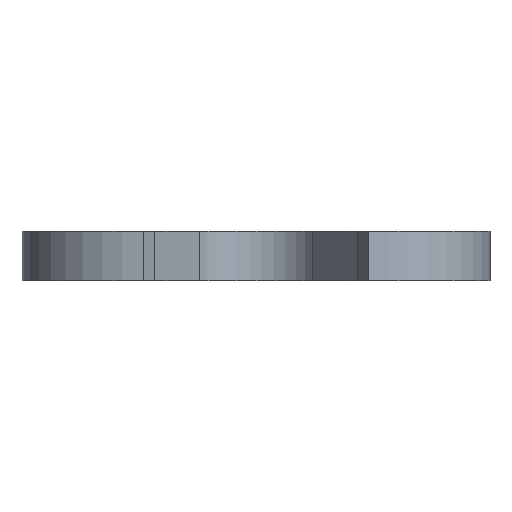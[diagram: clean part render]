
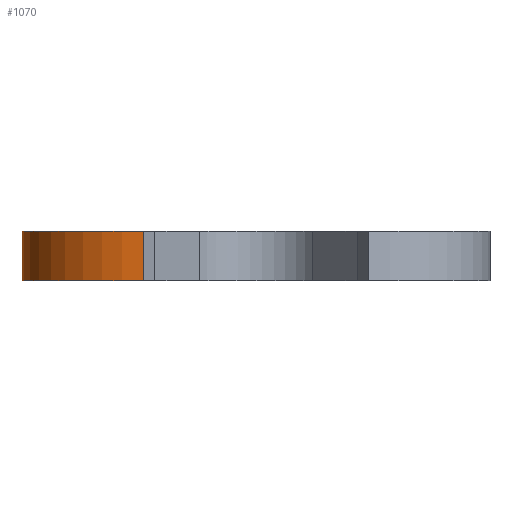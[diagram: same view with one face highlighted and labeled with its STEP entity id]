
A CAD part, front view. The second image highlights one B-rep face of the part: STEP entity #1070.
In plain terms, the highlighted cylindrical face has radius 16.881 mm (diameter 33.763 mm), a partial arc.
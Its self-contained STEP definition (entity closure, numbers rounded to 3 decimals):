
#86=FACE_OUTER_BOUND('',#148,.T.);
#148=EDGE_LOOP('',(#833,#834,#835,#836));
#242=LINE('',#1738,#342);
#243=LINE('',#1744,#343);
#342=VECTOR('',#1404,10.);
#343=VECTOR('',#1411,10.);
#415=CIRCLE('',#1173,16.881);
#416=CIRCLE('',#1174,16.881);
#501=VERTEX_POINT('',#1731);
#504=VERTEX_POINT('',#1736);
#505=VERTEX_POINT('',#1740);
#506=VERTEX_POINT('',#1742);
#632=EDGE_CURVE('',#501,#504,#242,.T.);
#633=EDGE_CURVE('',#501,#505,#415,.T.);
#634=EDGE_CURVE('',#506,#504,#416,.T.);
#635=EDGE_CURVE('',#505,#506,#243,.T.);
#833=ORIENTED_EDGE('',*,*,#633,.F.);
#834=ORIENTED_EDGE('',*,*,#632,.T.);
#835=ORIENTED_EDGE('',*,*,#634,.F.);
#836=ORIENTED_EDGE('',*,*,#635,.F.);
#1026=CYLINDRICAL_SURFACE('',#1172,16.881);
#1070=ADVANCED_FACE('',(#86),#1026,.T.);
#1172=AXIS2_PLACEMENT_3D('',#1739,#1405,#1406);
#1173=AXIS2_PLACEMENT_3D('',#1741,#1407,#1408);
#1174=AXIS2_PLACEMENT_3D('',#1743,#1409,#1410);
#1404=DIRECTION('',(0.,0.,1.));
#1405=DIRECTION('center_axis',(0.,0.,1.));
#1406=DIRECTION('ref_axis',(-0.91,-0.414,0.));
#1407=DIRECTION('center_axis',(0.,0.,
-1.));
#1408=DIRECTION('ref_axis',(1.,0.,0.));
#1409=DIRECTION('center_axis',(0.,0.,
1.));
#1410=DIRECTION('ref_axis',(1.,0.,0.));
#1411=DIRECTION('',(0.,0.,1.));
#1731=CARTESIAN_POINT('',(90.936,-72.864,3.519));
#1736=CARTESIAN_POINT('',(90.936,-72.864,9.869));
#1738=CARTESIAN_POINT('',(90.936,-72.864,3.519));
#1739=CARTESIAN_POINT('Origin',(92.071,-56.021,3.519));
#1740=CARTESIAN_POINT('',(78.638,-45.796,3.519));
#1741=CARTESIAN_POINT('Origin',(92.071,-56.021,3.519));
#1742=CARTESIAN_POINT('',(78.638,-45.796,9.869));
#1743=CARTESIAN_POINT('Origin',(92.071,-56.021,9.869));
#1744=CARTESIAN_POINT('',(78.638,-45.796,3.519));
